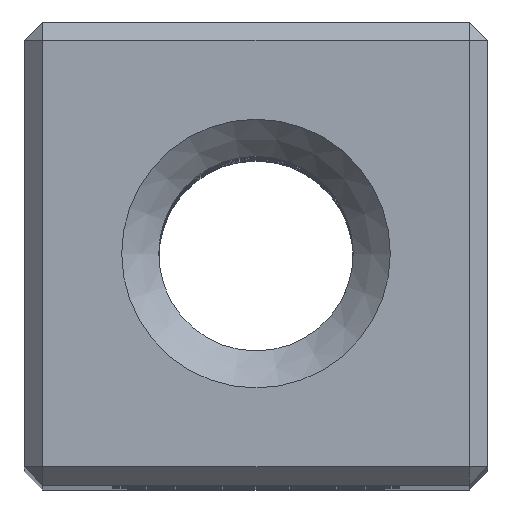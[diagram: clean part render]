
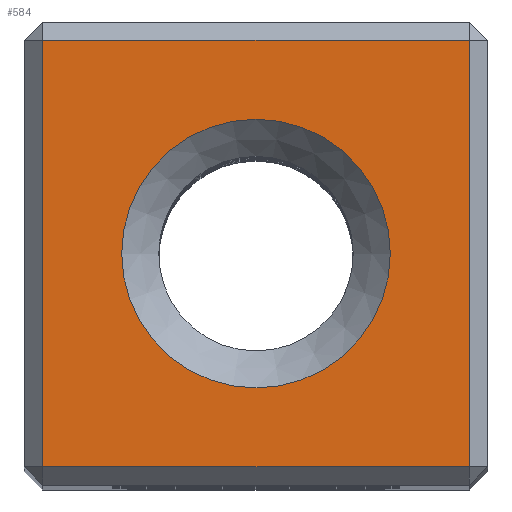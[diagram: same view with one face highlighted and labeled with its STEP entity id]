
A CAD part, top view. The second image highlights one B-rep face of the part: STEP entity #584.
In plain terms, the highlighted planar face has unit normal (0, 0, 1).
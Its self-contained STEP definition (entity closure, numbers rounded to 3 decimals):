
#190 = VERTEX_POINT('',#191);
#191 = CARTESIAN_POINT('',(4.6,-4.6,60.));
#199 = VERTEX_POINT('',#200);
#200 = CARTESIAN_POINT('',(4.6,4.6,60.));
#206 = EDGE_CURVE('',#190,#199,#207,.T.);
#207 = LINE('',#208,#209);
#208 = CARTESIAN_POINT('',(4.6,-5.,60.));
#209 = VECTOR('',#210,1.);
#210 = DIRECTION('',(0.,1.,0.));
#584 = ADVANCED_FACE('',(#585,#596),#621,.T.);
#585 = FACE_BOUND('',#586,.T.);
#586 = EDGE_LOOP('',(#587));
#587 = ORIENTED_EDGE('',*,*,#588,.F.);
#588 = EDGE_CURVE('',#589,#589,#591,.T.);
#589 = VERTEX_POINT('',#590);
#590 = CARTESIAN_POINT('',(2.9,0.,60.));
#591 = CIRCLE('',#592,2.9);
#592 = AXIS2_PLACEMENT_3D('',#593,#594,#595);
#593 = CARTESIAN_POINT('',(0.,0.,60.));
#594 = DIRECTION('',(0.,0.,1.));
#595 = DIRECTION('',(1.,0.,0.));
#596 = FACE_BOUND('',#597,.T.);
#597 = EDGE_LOOP('',(#598,#606,#614,#620));
#598 = ORIENTED_EDGE('',*,*,#599,.T.);
#599 = EDGE_CURVE('',#199,#600,#602,.T.);
#600 = VERTEX_POINT('',#601);
#601 = CARTESIAN_POINT('',(-4.6,4.6,60.));
#602 = LINE('',#603,#604);
#603 = CARTESIAN_POINT('',(5.,4.6,60.));
#604 = VECTOR('',#605,1.);
#605 = DIRECTION('',(-1.,0.,0.));
#606 = ORIENTED_EDGE('',*,*,#607,.T.);
#607 = EDGE_CURVE('',#600,#608,#610,.T.);
#608 = VERTEX_POINT('',#609);
#609 = CARTESIAN_POINT('',(-4.6,-4.6,60.));
#610 = LINE('',#611,#612);
#611 = CARTESIAN_POINT('',(-4.6,5.,60.));
#612 = VECTOR('',#613,1.);
#613 = DIRECTION('',(0.,-1.,0.));
#614 = ORIENTED_EDGE('',*,*,#615,.T.);
#615 = EDGE_CURVE('',#608,#190,#616,.T.);
#616 = LINE('',#617,#618);
#617 = CARTESIAN_POINT('',(-5.,-4.6,60.));
#618 = VECTOR('',#619,1.);
#619 = DIRECTION('',(1.,0.,0.));
#620 = ORIENTED_EDGE('',*,*,#206,.T.);
#621 = PLANE('',#622);
#622 = AXIS2_PLACEMENT_3D('',#623,#624,#625);
#623 = CARTESIAN_POINT('',(0.,0.,60.)
  );
#624 = DIRECTION('',(0.,0.,1.));
#625 = DIRECTION('',(1.,0.,0.));
